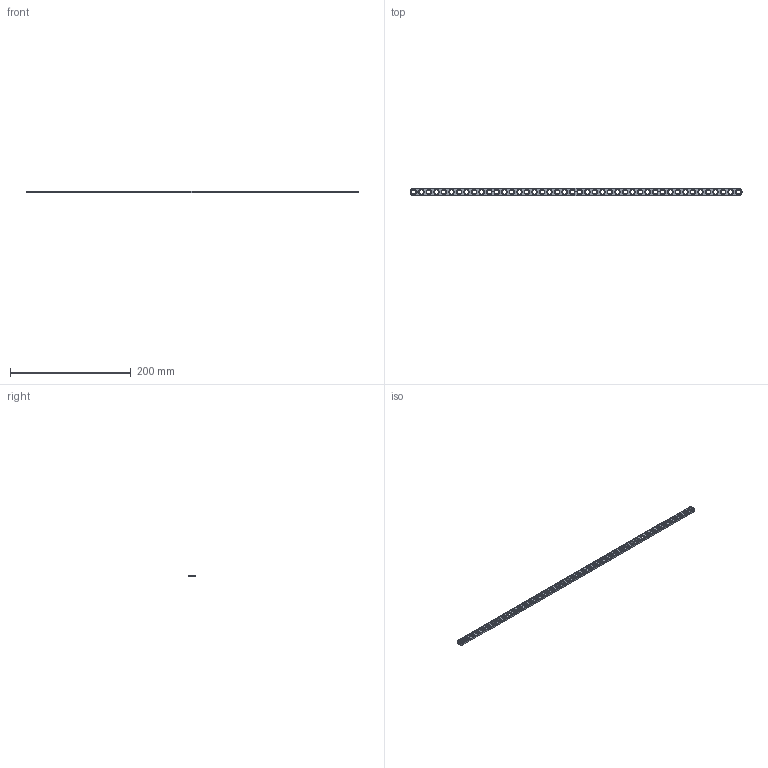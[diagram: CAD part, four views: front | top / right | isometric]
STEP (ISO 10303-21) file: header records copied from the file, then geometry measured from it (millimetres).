
FILE_DESCRIPTION(('FreeCAD Model'),'2;1');
FILE_NAME('Open CASCADE Shape Model','2021-03-06T13:37:45',( 'Paulo Kiefe'),('STEMFIE.org'),'Open CASCADE STEP processor 7.4', 'FreeCAD','Unknown');
FILE_SCHEMA(('AUTOMOTIVE_DESIGN { 1 0 10303 214 1 1 1 1 }'));
Length unit declared in the file: millimetre
Products named in the file (1): Brace_STR_STD_ERR_BU44x01x00.25_-_SPN-BRC-0043_(stemfie.org)
Bounding box: 550 x 12.5 x 3.12 mm (x, y, z)
Volume: 15359.2 mm3; surface area: 16557.3 mm2
Topology: 1 solids, 1 shells, 754 faces, 1923 edges, 1250 vertices
Faces by surface type: plane 372, extrusion 198, cone 92, cylinder 92
Full cylindrical faces by diameter (mm): 7 x44, 9.2 x44
Entity records: 49376 total; most frequent: CARTESIAN_POINT 11718, DIRECTION 6279, VECTOR 4473, LINE 4275, ORIENTED_EDGE 3846, PCURVE 3846, DEFINITIONAL_REPRESENTATION 3846, EDGE_CURVE 1923
